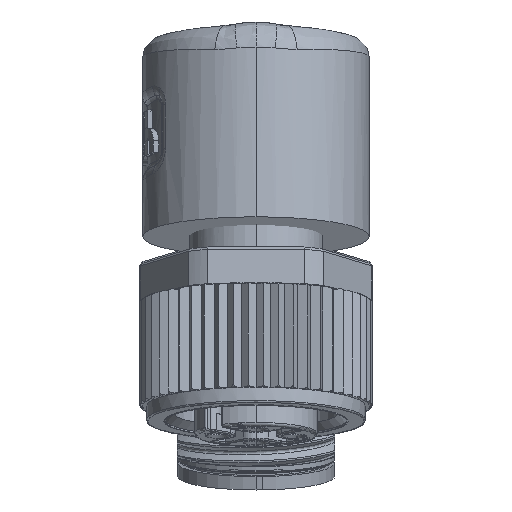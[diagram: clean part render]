
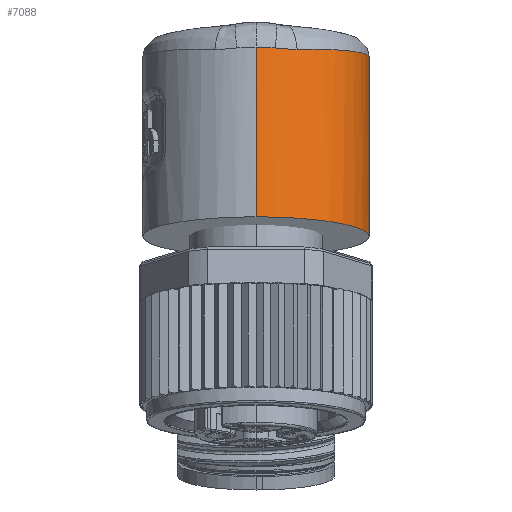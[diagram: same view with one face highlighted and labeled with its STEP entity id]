
A CAD part, front view. The second image highlights one B-rep face of the part: STEP entity #7088.
In plain terms, the highlighted cylindrical face has radius 7.5 mm (diameter 15 mm), a partial arc.
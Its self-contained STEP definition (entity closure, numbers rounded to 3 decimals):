
#7088=ADVANCED_FACE('',(#14202),#14203,.T.);
#14202=FACE_OUTER_BOUND('',#44543,.T.);
#14203=CYLINDRICAL_SURFACE('',#44544,7.5);
#44543=EDGE_LOOP('',(#66389,#66390,#66391,#66392,#66393,#66394,#66395,#66396,#66397,#66398,#66399));
#44544=AXIS2_PLACEMENT_3D('',#66400,#66401,#66402);
#66389=ORIENTED_EDGE('',*,*,#74822,.F.);
#66390=ORIENTED_EDGE('',*,*,#74826,.F.);
#66391=ORIENTED_EDGE('',*,*,#74963,.F.);
#66392=ORIENTED_EDGE('',*,*,#74964,.F.);
#66393=ORIENTED_EDGE('',*,*,#74965,.F.);
#66394=ORIENTED_EDGE('',*,*,#74828,.F.);
#66395=ORIENTED_EDGE('',*,*,#74818,.F.);
#66396=ORIENTED_EDGE('',*,*,#74966,.F.);
#66397=ORIENTED_EDGE('',*,*,#74873,.T.);
#66398=ORIENTED_EDGE('',*,*,#74967,.T.);
#66399=ORIENTED_EDGE('',*,*,#74815,.F.);
#66400=CARTESIAN_POINT('',(0.0,6.646,-7.682));
#66401=DIRECTION('',(0.0,-0.174,-0.985));
#66402=DIRECTION('',(0.0,-0.985,0.174));
#74815=EDGE_CURVE('',#86719,#86715,#86721,.T.);
#74818=EDGE_CURVE('',#86723,#86725,#86726,.T.);
#74822=EDGE_CURVE('',#86729,#86719,#86731,.T.);
#74826=EDGE_CURVE('',#86735,#86729,#86737,.T.);
#74828=EDGE_CURVE('',#86725,#86739,#86740,.T.);
#74873=EDGE_CURVE('',#86800,#86799,#86802,.T.);
#74963=EDGE_CURVE('',#86928,#86735,#86929,.T.);
#74964=EDGE_CURVE('',#86930,#86928,#86931,.T.);
#74965=EDGE_CURVE('',#86739,#86930,#86932,.T.);
#74966=EDGE_CURVE('',#86800,#86723,#86933,.T.);
#74967=EDGE_CURVE('',#86799,#86715,#86934,.T.);
#86715=VERTEX_POINT('',#113088);
#86719=VERTEX_POINT('',#113116);
#86721=B_SPLINE_CURVE_WITH_KNOTS('',3,(#113122,#113123,#113124,#113125,#113126,#113127,#113128,#113129,#113130,#113131,#113132,#113133,#113134,#113135,#113136,#113137,#113138,#113139,#113140,#113141,#113142,#113143),.UNSPECIFIED.,.F.,.F.,(4,1,1,1,1,1,1,1,1,1,1,1,1,1,1,1,1,1,1,4),(0.0,0.053,0.105,0.158,0.211,0.263,0.316,0.368,0.421,0.474,0.526,0.579,0.632,0.684,0.737,0.789,0.842,0.895,0.947,1.0),.UNSPECIFIED.);
#86723=VERTEX_POINT('',#113145);
#86725=VERTEX_POINT('',#113153);
#86726=B_SPLINE_CURVE_WITH_KNOTS('',3,(#113154,#113155,#113156,#113157,#113158,#113159,#113160,#113161),.UNSPECIFIED.,.F.,.F.,(4,1,1,1,1,4),(0.0,0.203,0.406,0.606,0.804,1.0),.UNSPECIFIED.);
#86729=VERTEX_POINT('',#113170);
#86731=B_SPLINE_CURVE_WITH_KNOTS('',3,(#113175,#113176,#113177,#113178,#113179,#113180),.UNSPECIFIED.,.F.,.F.,(4,1,1,4),(0.0,0.333,0.667,1.0),.UNSPECIFIED.);
#86735=VERTEX_POINT('',#113189);
#86737=B_SPLINE_CURVE_WITH_KNOTS('',3,(#113194,#113195,#113196,#113197,#113198,#113199),.UNSPECIFIED.,.F.,.F.,(4,1,1,4),(0.0,0.333,0.667,1.0),.UNSPECIFIED.);
#86739=VERTEX_POINT('',#113201);
#86740=B_SPLINE_CURVE_WITH_KNOTS('',3,(#113202,#113203,#113204,#113205,#113206,#113207),.UNSPECIFIED.,.F.,.F.,(4,1,1,4),(0.0,0.333,0.667,1.0),.UNSPECIFIED.);
#86799=VERTEX_POINT('',#113396);
#86800=VERTEX_POINT('',#113397);
#86802=CIRCLE('',#113399,7.5);
#86928=VERTEX_POINT('',#114110);
#86929=B_SPLINE_CURVE_WITH_KNOTS('',3,(#114111,#114112,#114113,#114114,#114115,#114116),.UNSPECIFIED.,.F.,.F.,(4,1,1,4),(0.0,0.333,0.667,1.0),.UNSPECIFIED.);
#86930=VERTEX_POINT('',#114117);
#86931=B_SPLINE_CURVE_WITH_KNOTS('',3,(#114118,#114119,#114120,#114121,#114122,#114123),.UNSPECIFIED.,.F.,.F.,(4,1,1,4),(0.0,0.333,0.667,1.0),.UNSPECIFIED.);
#86932=B_SPLINE_CURVE_WITH_KNOTS('',3,(#114124,#114125,#114126,#114127,#114128,#114129,#114130,#114131,#114132,#114133,#114134,#114135,#114136,#114137,#114138),.UNSPECIFIED.,.F.,.F.,(4,1,1,1,1,1,1,1,1,1,1,1,4),(0.0,0.083,0.167,0.25,0.333,0.417,0.5,0.583,0.667,0.75,0.833,0.917,1.0),.UNSPECIFIED.);
#86933=LINE('',#114139,#114140);
#86934=LINE('',#114141,#114142);
#113088=CARTESIAN_POINT('',(0.,14.348,-7.187));
#113116=CARTESIAN_POINT('',(6.536,11.568,-0.949));
#113122=CARTESIAN_POINT('',(6.536,11.568,-0.949));
#113123=CARTESIAN_POINT('',(6.52,11.574,-1.077));
#113124=CARTESIAN_POINT('',(6.481,11.598,-1.342));
#113125=CARTESIAN_POINT('',(6.394,11.67,-1.769));
#113126=CARTESIAN_POINT('',(6.273,11.784,-2.227));
#113127=CARTESIAN_POINT('',(6.109,11.942,-2.719));
#113128=CARTESIAN_POINT('',(5.893,12.145,-3.24));
#113129=CARTESIAN_POINT('',(5.622,12.382,-3.772));
#113130=CARTESIAN_POINT('',(5.296,12.642,-4.298));
#113131=CARTESIAN_POINT('',(4.928,12.904,-4.791));
#113132=CARTESIAN_POINT('',(4.528,13.155,-5.239));
#113133=CARTESIAN_POINT('',(4.105,13.387,-5.637));
#113134=CARTESIAN_POINT('',(3.667,13.595,-5.984));
#113135=CARTESIAN_POINT('',(3.219,13.777,-6.282));
#113136=CARTESIAN_POINT('',(2.764,13.934,-6.534));
#113137=CARTESIAN_POINT('',(2.305,14.064,-6.741));
#113138=CARTESIAN_POINT('',(1.844,14.169,-6.907));
#113139=CARTESIAN_POINT('',(1.381,14.25,-7.034));
#113140=CARTESIAN_POINT('',(0.918,14.307,-7.123));
#113141=CARTESIAN_POINT('',(0.457,14.341,-7.175));
#113142=CARTESIAN_POINT('',(0.152,14.348,-7.187));
#113143=CARTESIAN_POINT('',(0.,14.348,-7.187));
#113145=CARTESIAN_POINT('',(0.,1.239,4.847));
#113153=CARTESIAN_POINT('',(1.266,1.337,4.784));
#113154=CARTESIAN_POINT('',(0.,1.239,4.847));
#113155=CARTESIAN_POINT('',(0.086,1.239,4.847));
#113156=CARTESIAN_POINT('',(0.259,1.242,4.846));
#113157=CARTESIAN_POINT('',(0.516,1.254,4.839));
#113158=CARTESIAN_POINT('',(0.769,1.274,4.828));
#113159=CARTESIAN_POINT('',(1.019,1.302,4.81));
#113160=CARTESIAN_POINT('',(1.184,1.325,4.794));
#113161=CARTESIAN_POINT('',(1.266,1.337,4.784));
#113170=CARTESIAN_POINT('',(6.569,11.604,-0.401));
#113175=CARTESIAN_POINT('',(6.569,11.604,-0.401));
#113176=CARTESIAN_POINT('',(6.569,11.594,-0.458));
#113177=CARTESIAN_POINT('',(6.568,11.576,-0.576));
#113178=CARTESIAN_POINT('',(6.557,11.563,-0.758));
#113179=CARTESIAN_POINT('',(6.544,11.565,-0.885));
#113180=CARTESIAN_POINT('',(6.536,11.568,-0.949));
#113189=CARTESIAN_POINT('',(6.561,11.795,0.599));
#113194=CARTESIAN_POINT('',(6.561,11.795,0.599));
#113195=CARTESIAN_POINT('',(6.562,11.774,0.488));
#113196=CARTESIAN_POINT('',(6.564,11.732,0.266));
#113197=CARTESIAN_POINT('',(6.567,11.667,-0.067));
#113198=CARTESIAN_POINT('',(6.568,11.625,-0.29));
#113199=CARTESIAN_POINT('',(6.569,11.604,-0.401));
#113201=CARTESIAN_POINT('',(2.72,1.732,4.701));
#113202=CARTESIAN_POINT('',(1.266,1.337,4.784));
#113203=CARTESIAN_POINT('',(1.44,1.364,4.765));
#113204=CARTESIAN_POINT('',(1.781,1.43,4.731));
#113205=CARTESIAN_POINT('',(2.267,1.564,4.702));
#113206=CARTESIAN_POINT('',(2.572,1.673,4.699));
#113207=CARTESIAN_POINT('',(2.72,1.732,4.701));
#113396=CARTESIAN_POINT('',(0.,14.032,-8.984));
#113397=CARTESIAN_POINT('',(0.0,-0.741,-6.379));
#113399=AXIS2_PLACEMENT_3D('',#124145,#124146,#124147);
#114110=CARTESIAN_POINT('',(6.507,12.012,1.274));
#114111=CARTESIAN_POINT('',(6.507,12.012,1.274));
#114112=CARTESIAN_POINT('',(6.519,11.977,1.194));
#114113=CARTESIAN_POINT('',(6.539,11.913,1.038));
#114114=CARTESIAN_POINT('',(6.556,11.841,0.812));
#114115=CARTESIAN_POINT('',(6.561,11.808,0.669));
#114116=CARTESIAN_POINT('',(6.561,11.795,0.599));
#114117=CARTESIAN_POINT('',(5.818,13.425,3.511));
#114118=CARTESIAN_POINT('',(5.818,13.425,3.511));
#114119=CARTESIAN_POINT('',(5.945,13.22,3.248));
#114120=CARTESIAN_POINT('',(6.158,12.838,2.731));
#114121=CARTESIAN_POINT('',(6.378,12.363,1.986));
#114122=CARTESIAN_POINT('',(6.471,12.117,1.509));
#114123=CARTESIAN_POINT('',(6.507,12.012,1.274));
#114124=CARTESIAN_POINT('',(2.72,1.732,4.701));
#114125=CARTESIAN_POINT('',(3.086,1.877,4.707));
#114126=CARTESIAN_POINT('',(3.796,2.226,4.71));
#114127=CARTESIAN_POINT('',(4.763,2.904,4.689));
#114128=CARTESIAN_POINT('',(5.613,3.722,4.644));
#114129=CARTESIAN_POINT('',(6.321,4.651,4.577));
#114130=CARTESIAN_POINT('',(6.89,5.702,4.488));
#114131=CARTESIAN_POINT('',(7.282,6.819,4.381));
#114132=CARTESIAN_POINT('',(7.492,7.984,4.257));
#114133=CARTESIAN_POINT('',(7.52,9.138,4.124));
#114134=CARTESIAN_POINT('',(7.361,10.32,3.976));
#114135=CARTESIAN_POINT('',(7.019,11.445,3.823));
#114136=CARTESIAN_POINT('',(6.508,12.494,3.667));
#114137=CARTESIAN_POINT('',(6.063,13.128,3.563));
#114138=CARTESIAN_POINT('',(5.818,13.425,3.511));
#114139=CARTESIAN_POINT('',(0.0,-0.741,-6.379));
#114140=VECTOR('',#124167,11.4);
#114141=CARTESIAN_POINT('',(0.,14.032,-8.984));
#114142=VECTOR('',#124168,1.825);
#124145=CARTESIAN_POINT('',(0.0,6.646,-7.682));
#124146=DIRECTION('',(0.0,0.174,0.985));
#124147=DIRECTION('',(0.0,-0.985,0.174));
#124167=DIRECTION('',(0.,0.174,0.985));
#124168=DIRECTION('',(0.,0.174,0.985));
